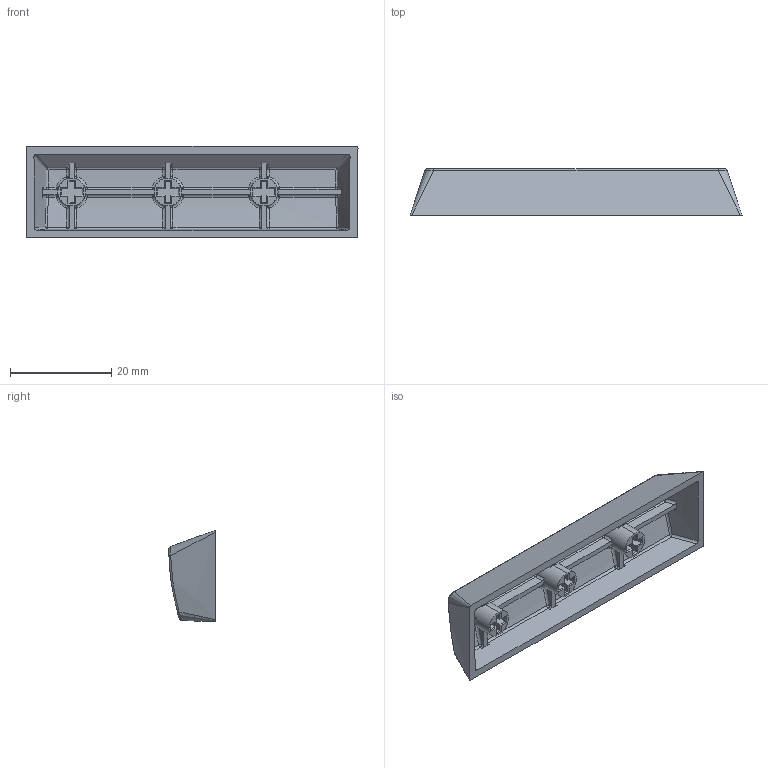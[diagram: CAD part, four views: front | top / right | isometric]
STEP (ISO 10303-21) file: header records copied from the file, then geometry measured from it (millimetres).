
FILE_DESCRIPTION (( 'STEP AP214' ), '1' );
FILE_NAME ('r4c_350_Offset-R.STEP', '2024-03-31T02:20:57', ( '' ), ( '' ), 'SwSTEP 2.0', 'SolidWorks 2019', '' );
FILE_SCHEMA (( 'AUTOMOTIVE_DESIGN' ));
Length unit declared in the file: millimetre
Products named in the file (1): r4c_350_Offset-R
Bounding box: 65.72 x 9.2 x 18.1 mm (x, y, z)
Volume: 3737.7 mm3; surface area: 4937.3 mm2
Topology: 1 solids, 1 shells, 276 faces, 666 edges, 380 vertices
Faces by surface type: plane 110, cylinder 72, sphere 44, bspline 38, torus 12
Entity records: 9080 total; most frequent: CARTESIAN_POINT 3076, ORIENTED_EDGE 1268, DIRECTION 1230, EDGE_CURVE 634, AXIS2_PLACEMENT_3D 461, VERTEX_POINT 364, LINE 308, VECTOR 308
